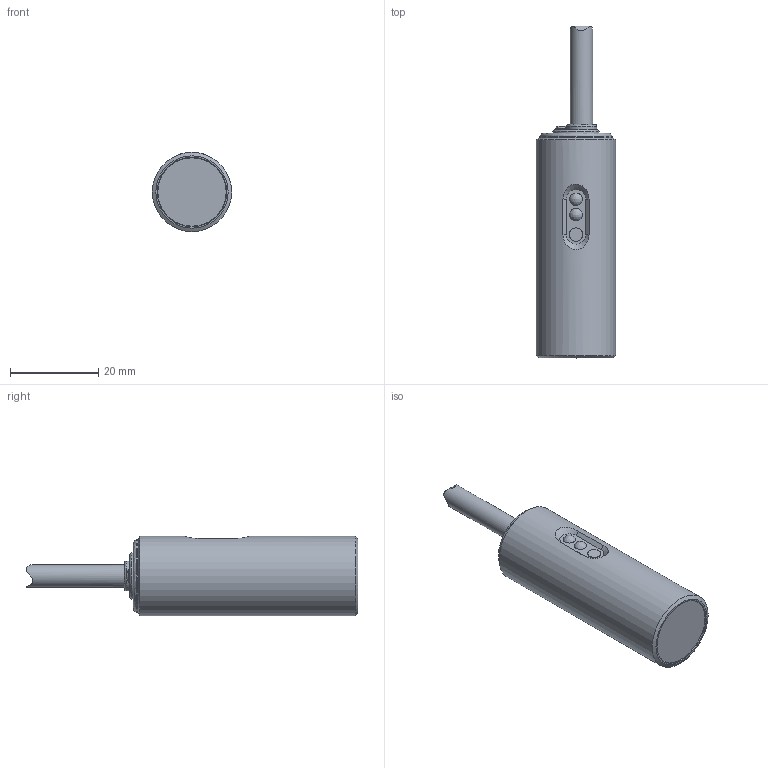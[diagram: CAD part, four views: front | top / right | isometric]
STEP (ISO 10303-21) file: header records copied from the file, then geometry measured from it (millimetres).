
FILE_DESCRIPTION (( 'STEP AP214' ), '1' );
FILE_NAME ('C18B-AP-2A.STEP', '2018-04-18T13:44:37', ( '' ), ( '' ), 'SwSTEP 2.0', 'SolidWorks 2017', '' );
FILE_SCHEMA (( 'AUTOMOTIVE_DESIGN' ));
Length unit declared in the file: inch
Products named in the file (1): C18B-AP-2A
Bounding box: 18 x 75.35 x 18 mm (x, y, z)
Volume: 13357.3 mm3; surface area: 3751.8 mm2
Topology: 1 solids, 1 shells, 46 faces, 96 edges, 61 vertices
Faces by surface type: plane 23, cone 10, cylinder 7, bspline 6
Full cylindrical faces by diameter (mm): 3 x1, 5.08 x1, 10.5 x1, 16.4 x1, 18 x1
Entity records: 1673 total; most frequent: CARTESIAN_POINT 777, DIRECTION 166, ORIENTED_EDGE 160, EDGE_CURVE 80, AXIS2_PLACEMENT_3D 70, EDGE_LOOP 66, VERTEX_POINT 56, FACE_OUTER_BOUND 54
